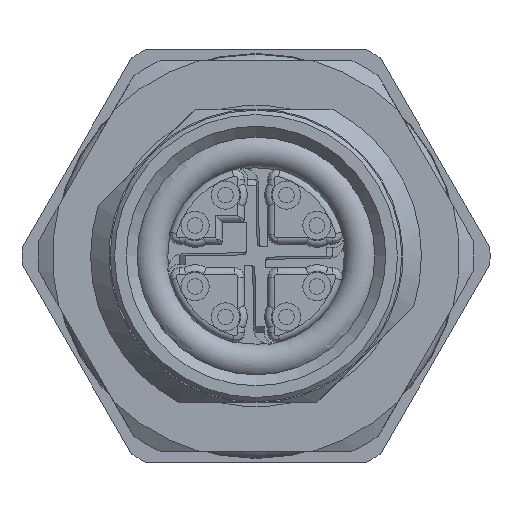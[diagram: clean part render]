
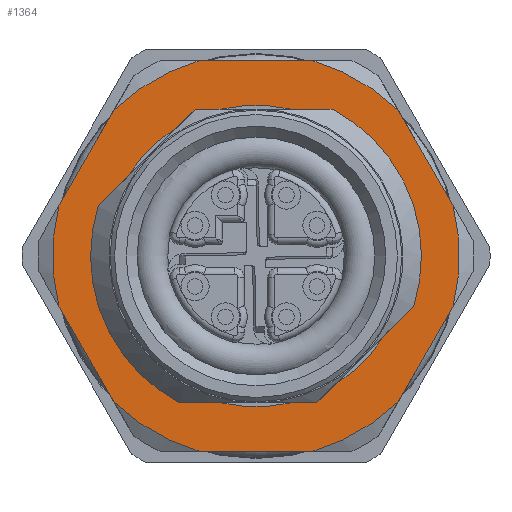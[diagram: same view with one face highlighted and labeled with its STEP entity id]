
A CAD part, left-side view. The second image highlights one B-rep face of the part: STEP entity #1364.
In plain terms, the highlighted planar face has unit normal (-1, 0, 0).
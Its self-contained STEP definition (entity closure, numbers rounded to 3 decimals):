
#539=PLANE('',#5749);
#656=LINE('',#8125,#1009);
#657=LINE('',#8129,#1010);
#658=LINE('',#8133,#1011);
#659=LINE('',#8137,#1012);
#660=LINE('',#8141,#1013);
#661=LINE('',#8145,#1014);
#662=LINE('',#8146,#1015);
#663=LINE('',#8149,#1016);
#664=LINE('',#8153,#1017);
#665=LINE('',#8157,#1018);
#666=LINE('',#8161,#1019);
#667=LINE('',#8163,#1020);
#668=LINE('',#8167,#1021);
#669=LINE('',#8171,#1022);
#1009=VECTOR('',#6422,1.);
#1010=VECTOR('',#6425,1.);
#1011=VECTOR('',#6428,1.);
#1012=VECTOR('',#6431,1.);
#1013=VECTOR('',#6434,1.);
#1014=VECTOR('',#6437,1.);
#1015=VECTOR('',#6438,1.);
#1016=VECTOR('',#6439,1.);
#1017=VECTOR('',#6442,1.);
#1018=VECTOR('',#6445,1.);
#1019=VECTOR('',#6448,1.);
#1020=VECTOR('',#6449,1.);
#1021=VECTOR('',#6452,1.);
#1022=VECTOR('',#6455,1.);
#1364=ADVANCED_FACE('',(#1851,#1852),#539,.F.);
#1851=FACE_BOUND('',#1971,.T.);
#1852=FACE_BOUND('',#1972,.T.);
#1971=EDGE_LOOP('',(#2385,#2386,#2387,#2388,#2389,#2390,#2391,#2392,#2393,
#2394,#2395,#2396));
#1972=EDGE_LOOP('',(#2397,#2398,#2399,#2400,#2401,#2402,#2403,#2404,#2405,
#2406,#2407,#2408,#2409,#2410));
#2385=ORIENTED_EDGE('',*,*,#4562,.F.);
#2386=ORIENTED_EDGE('',*,*,#4563,.F.);
#2387=ORIENTED_EDGE('',*,*,#4564,.F.);
#2388=ORIENTED_EDGE('',*,*,#4565,.F.);
#2389=ORIENTED_EDGE('',*,*,#4566,.F.);
#2390=ORIENTED_EDGE('',*,*,#4567,.F.);
#2391=ORIENTED_EDGE('',*,*,#4568,.F.);
#2392=ORIENTED_EDGE('',*,*,#4569,.F.);
#2393=ORIENTED_EDGE('',*,*,#4570,.F.);
#2394=ORIENTED_EDGE('',*,*,#4571,.F.);
#2395=ORIENTED_EDGE('',*,*,#4572,.F.);
#2396=ORIENTED_EDGE('',*,*,#4573,.F.);
#2397=ORIENTED_EDGE('',*,*,#4574,.T.);
#2398=ORIENTED_EDGE('',*,*,#4575,.T.);
#2399=ORIENTED_EDGE('',*,*,#4576,.F.);
#2400=ORIENTED_EDGE('',*,*,#4577,.T.);
#2401=ORIENTED_EDGE('',*,*,#4578,.T.);
#2402=ORIENTED_EDGE('',*,*,#4579,.F.);
#2403=ORIENTED_EDGE('',*,*,#4580,.F.);
#2404=ORIENTED_EDGE('',*,*,#4581,.F.);
#2405=ORIENTED_EDGE('',*,*,#4582,.F.);
#2406=ORIENTED_EDGE('',*,*,#4583,.F.);
#2407=ORIENTED_EDGE('',*,*,#4584,.F.);
#2408=ORIENTED_EDGE('',*,*,#4585,.T.);
#2409=ORIENTED_EDGE('',*,*,#4586,.T.);
#2410=ORIENTED_EDGE('',*,*,#4587,.F.);
#4031=VERTEX_POINT('',#8123);
#4032=VERTEX_POINT('',#8124);
#4033=VERTEX_POINT('',#8126);
#4034=VERTEX_POINT('',#8128);
#4035=VERTEX_POINT('',#8130);
#4036=VERTEX_POINT('',#8132);
#4037=VERTEX_POINT('',#8134);
#4038=VERTEX_POINT('',#8136);
#4039=VERTEX_POINT('',#8138);
#4040=VERTEX_POINT('',#8140);
#4041=VERTEX_POINT('',#8142);
#4042=VERTEX_POINT('',#8144);
#4043=VERTEX_POINT('',#8147);
#4044=VERTEX_POINT('',#8148);
#4045=VERTEX_POINT('',#8150);
#4046=VERTEX_POINT('',#8152);
#4047=VERTEX_POINT('',#8154);
#4048=VERTEX_POINT('',#8156);
#4049=VERTEX_POINT('',#8158);
#4050=VERTEX_POINT('',#8160);
#4051=VERTEX_POINT('',#8162);
#4052=VERTEX_POINT('',#8164);
#4053=VERTEX_POINT('',#8166);
#4054=VERTEX_POINT('',#8168);
#4055=VERTEX_POINT('',#8170);
#4056=VERTEX_POINT('',#8172);
#4562=EDGE_CURVE('',#4031,#4032,#5385,.T.);
#4563=EDGE_CURVE('',#4033,#4031,#656,.T.);
#4564=EDGE_CURVE('',#4034,#4033,#5386,.T.);
#4565=EDGE_CURVE('',#4035,#4034,#657,.T.);
#4566=EDGE_CURVE('',#4036,#4035,#5387,.T.);
#4567=EDGE_CURVE('',#4037,#4036,#658,.T.);
#4568=EDGE_CURVE('',#4038,#4037,#5388,.T.);
#4569=EDGE_CURVE('',#4039,#4038,#659,.T.);
#4570=EDGE_CURVE('',#4040,#4039,#5389,.T.);
#4571=EDGE_CURVE('',#4041,#4040,#660,.T.);
#4572=EDGE_CURVE('',#4042,#4041,#5390,.T.);
#4573=EDGE_CURVE('',#4032,#4042,#661,.T.);
#4574=EDGE_CURVE('',#4043,#4044,#662,.T.);
#4575=EDGE_CURVE('',#4044,#4045,#663,.T.);
#4576=EDGE_CURVE('',#4046,#4045,#5391,.T.);
#4577=EDGE_CURVE('',#4046,#4047,#664,.T.);
#4578=EDGE_CURVE('',#4047,#4048,#5392,.T.);
#4579=EDGE_CURVE('',#4049,#4048,#665,.T.);
#4580=EDGE_CURVE('',#4050,#4049,#5393,.T.);
#4581=EDGE_CURVE('',#4051,#4050,#666,.T.);
#4582=EDGE_CURVE('',#4052,#4051,#667,.T.);
#4583=EDGE_CURVE('',#4053,#4052,#5394,.T.);
#4584=EDGE_CURVE('',#4054,#4053,#668,.T.);
#4585=EDGE_CURVE('',#4054,#4055,#5395,.T.);
#4586=EDGE_CURVE('',#4055,#4056,#669,.T.);
#4587=EDGE_CURVE('',#4043,#4056,#5396,.T.);
#5385=CIRCLE('',#5737,9.346);
#5386=CIRCLE('',#5738,9.346);
#5387=CIRCLE('',#5739,9.346);
#5388=CIRCLE('',#5740,9.346);
#5389=CIRCLE('',#5741,9.346);
#5390=CIRCLE('',#5742,9.346);
#5391=CIRCLE('',#5743,6.93);
#5392=CIRCLE('',#5744,7.6);
#5393=CIRCLE('',#5745,6.93);
#5394=CIRCLE('',#5746,6.93);
#5395=CIRCLE('',#5747,7.6);
#5396=CIRCLE('',#5748,6.93);
#5737=AXIS2_PLACEMENT_3D('',#8122,#6420,#6421);
#5738=AXIS2_PLACEMENT_3D('',#8127,#6423,#6424);
#5739=AXIS2_PLACEMENT_3D('',#8131,#6426,#6427);
#5740=AXIS2_PLACEMENT_3D('',#8135,#6429,#6430);
#5741=AXIS2_PLACEMENT_3D('',#8139,#6432,#6433);
#5742=AXIS2_PLACEMENT_3D('',#8143,#6435,#6436);
#5743=AXIS2_PLACEMENT_3D('',#8151,#6440,#6441);
#5744=AXIS2_PLACEMENT_3D('',#8155,#6443,#6444);
#5745=AXIS2_PLACEMENT_3D('',#8159,#6446,#6447);
#5746=AXIS2_PLACEMENT_3D('',#8165,#6450,#6451);
#5747=AXIS2_PLACEMENT_3D('',#8169,#6453,#6454);
#5748=AXIS2_PLACEMENT_3D('',#8173,#6456,#6457);
#5749=AXIS2_PLACEMENT_3D('',#8174,#6458,#6459);
#6420=DIRECTION('',(1.,0.,0.));
#6421=DIRECTION('',(0.,0.866,-0.5));
#6422=DIRECTION('',(0.,0.5,0.866));
#6423=DIRECTION('',(1.,0.,0.));
#6424=DIRECTION('',(0.,0.866,-0.5));
#6425=DIRECTION('',(0.,1.,0.));
#6426=DIRECTION('',(1.,0.,0.));
#6427=DIRECTION('',(0.,0.866,-0.5));
#6428=DIRECTION('',(0.,0.5,-0.866));
#6429=DIRECTION('',(1.,0.,0.));
#6430=DIRECTION('',(0.,0.866,-0.5));
#6431=DIRECTION('',(0.,-0.5,-0.866));
#6432=DIRECTION('',(1.,0.,0.));
#6433=DIRECTION('',(0.,0.866,-0.5));
#6434=DIRECTION('',(0.,-1.,0.));
#6435=DIRECTION('',(1.,0.,0.));
#6436=DIRECTION('',(0.,0.866,-0.5));
#6437=DIRECTION('',(0.,-0.5,0.866));
#6438=DIRECTION('',(0.,-0.707,0.707));
#6439=DIRECTION('',(0.,-1.,0.));
#6440=DIRECTION('',(-1.,0.,0.));
#6441=DIRECTION('',(0.,0.5,0.866));
#6442=DIRECTION('',(0.,-1.,0.));
#6443=DIRECTION('',(1.,0.,0.));
#6444=DIRECTION('',(0.,-1.,0.));
#6445=DIRECTION('',(0.,-0.707,0.707));
#6446=DIRECTION('',(-1.,0.,0.));
#6447=DIRECTION('',(0.,0.5,0.866));
#6448=DIRECTION('',(0.,-0.707,0.707));
#6449=DIRECTION('',(0.,-1.,0.));
#6450=DIRECTION('',(-1.,0.,0.));
#6451=DIRECTION('',(0.,0.5,0.866));
#6452=DIRECTION('',(0.,-1.,0.));
#6453=DIRECTION('',(1.,0.,0.));
#6454=DIRECTION('',(0.,-1.,0.));
#6455=DIRECTION('',(0.,-0.707,0.707));
#6456=DIRECTION('',(-1.,0.,0.));
#6457=DIRECTION('',(0.,0.5,0.866));
#6458=DIRECTION('',(1.,0.,0.));
#6459=DIRECTION('',(0.,0.866,-0.5));
#8122=CARTESIAN_POINT('',(40.7,50.,0.));
#8123=CARTESIAN_POINT('',(40.7,59.055,-2.317));
#8124=CARTESIAN_POINT('',(40.7,59.055,2.317));
#8125=CARTESIAN_POINT('',(40.7,55.615,-8.275));
#8126=CARTESIAN_POINT('',(40.7,56.534,-6.683));
#8127=CARTESIAN_POINT('',(40.7,50.,0.));
#8128=CARTESIAN_POINT('',(40.7,52.521,-9.));
#8129=CARTESIAN_POINT('',(40.7,45.641,-9.));
#8130=CARTESIAN_POINT('',(40.7,47.479,-9.));
#8131=CARTESIAN_POINT('',(40.7,50.,0.));
#8132=CARTESIAN_POINT('',(40.7,43.466,-6.683));
#8133=CARTESIAN_POINT('',(40.7,40.026,-0.725));
#8134=CARTESIAN_POINT('',(40.7,40.945,-2.317));
#8135=CARTESIAN_POINT('',(40.7,50.,0.));
#8136=CARTESIAN_POINT('',(40.7,40.945,2.317));
#8137=CARTESIAN_POINT('',(40.7,44.385,8.275));
#8138=CARTESIAN_POINT('',(40.7,43.466,6.683));
#8139=CARTESIAN_POINT('',(40.7,50.,0.));
#8140=CARTESIAN_POINT('',(40.7,47.479,9.));
#8141=CARTESIAN_POINT('',(40.7,54.359,9.));
#8142=CARTESIAN_POINT('',(40.7,52.521,9.));
#8143=CARTESIAN_POINT('',(40.7,50.,0.));
#8144=CARTESIAN_POINT('',(40.7,56.534,6.683));
#8145=CARTESIAN_POINT('',(40.7,59.974,0.725));
#8146=CARTESIAN_POINT('',(40.7,51.237,8.309));
#8147=CARTESIAN_POINT('',(40.7,53.663,5.883));
#8148=CARTESIAN_POINT('',(40.7,52.796,6.75));
#8149=CARTESIAN_POINT('',(40.7,45.,6.75));
#8150=CARTESIAN_POINT('',(40.7,51.569,6.75));
#8151=CARTESIAN_POINT('',(40.7,50.,0.));
#8152=CARTESIAN_POINT('',(40.7,48.431,6.75));
#8153=CARTESIAN_POINT('',(40.7,45.,6.75));
#8154=CARTESIAN_POINT('',(40.7,46.508,6.75));
#8155=CARTESIAN_POINT('',(40.7,50.,0.));
#8156=CARTESIAN_POINT('',(40.7,42.757,-2.303));
#8157=CARTESIAN_POINT('',(40.7,41.691,-1.237));
#8158=CARTESIAN_POINT('',(40.7,44.117,-3.663));
#8159=CARTESIAN_POINT('',(40.7,50.,0.));
#8160=CARTESIAN_POINT('',(40.7,46.337,-5.883));
#8161=CARTESIAN_POINT('',(40.7,41.691,-1.237));
#8162=CARTESIAN_POINT('',(40.7,47.204,-6.75));
#8163=CARTESIAN_POINT('',(40.7,45.,-6.75));
#8164=CARTESIAN_POINT('',(40.7,48.431,-6.75));
#8165=CARTESIAN_POINT('',(40.7,50.,0.));
#8166=CARTESIAN_POINT('',(40.7,51.569,-6.75));
#8167=CARTESIAN_POINT('',(40.7,45.,-6.75));
#8168=CARTESIAN_POINT('',(40.7,53.492,-6.75));
#8169=CARTESIAN_POINT('',(40.7,50.,0.));
#8170=CARTESIAN_POINT('',(40.7,57.243,2.303));
#8171=CARTESIAN_POINT('',(40.7,51.237,8.309));
#8172=CARTESIAN_POINT('',(40.7,55.883,3.663));
#8173=CARTESIAN_POINT('',(40.7,50.,0.));
#8174=CARTESIAN_POINT('',(40.7,50.,0.));
